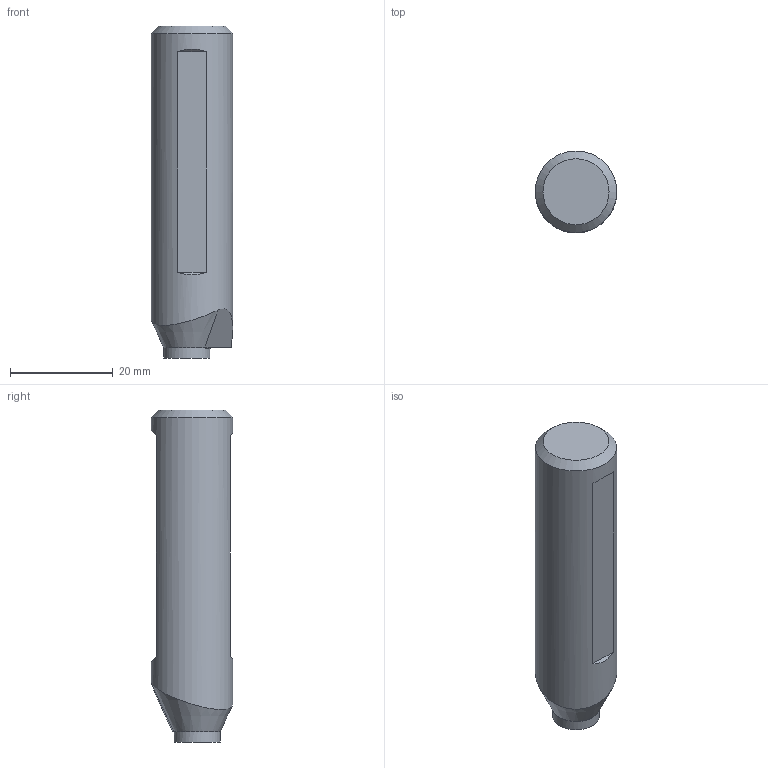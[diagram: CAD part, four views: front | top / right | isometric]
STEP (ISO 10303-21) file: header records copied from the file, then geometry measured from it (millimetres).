
FILE_DESCRIPTION(/* description */ (''),/* implementation_level */ '2;1');
FILE_NAME(/* name */ '1589880419937.stp',/* time_stamp */ '2020-05-19T14:57:13+05:00',/* author */ (''),/* organization */ ('SMS'),/* preprocessor_version */ 'ST-DEVELOPER v16.7',/* originating_system */ 'SIEMENS PLM Software NX 12.0',/* authorisation */ '');
FILE_SCHEMA (('AUTOMOTIVE_DESIGN { 1 0 10303 214 3 1 1 1 }'));
Length unit declared in the file: millimetre
Products named in the file (1): 202740211mod000_00
Bounding box: 15.88 x 15.88 x 64.7 mm (x, y, z)
Volume: 11773.8 mm3; surface area: 3383.2 mm2
Topology: 1 solids, 1 shells, 19 faces, 46 edges, 34 vertices
Faces by surface type: plane 11, torus 2, cylinder 2, cone 2, bspline 2
Full cylindrical faces by diameter (mm): 9 x1, 15.875 x1
Entity records: 661 total; most frequent: CARTESIAN_POINT 209, ORIENTED_EDGE 84, DIRECTION 78, EDGE_CURVE 42, AXIS2_PLACEMENT_3D 33, VERTEX_POINT 30, EDGE_LOOP 24, ADVANCED_FACE 19
